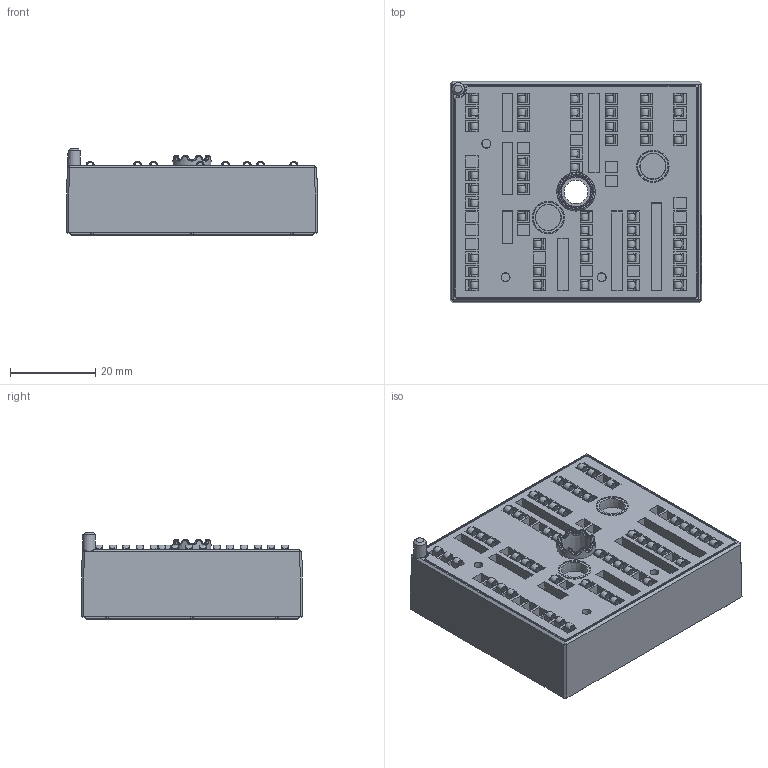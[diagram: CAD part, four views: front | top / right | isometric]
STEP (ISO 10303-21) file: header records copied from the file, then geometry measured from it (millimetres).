
FILE_DESCRIPTION(/* description */ ('Unknown'),/* implementation_level */ '2;1');
FILE_NAME(/* name */ 'MiniSkiiP2-K740(490)-OL',/* time_stamp */ '2024-06-17T16:20:25+02:00',/* author */ ('Unknown'),/* organization */ ('Unknown'),/* preprocessor_version */ 'ST-DEVELOPER v18.104',/* originating_system */ 'Solid Edge',/* authorisation */ 'Unknown');
FILE_SCHEMA (('AUTOMOTIVE_DESIGN {1 0 10303 214 3 1 1}'));
Products named in the file (1): MiniSkiiP2-K740-OL
Bounding box: 58.99 x 51.99 x 20.29 mm (x, y, z)
Volume: 46689.6 mm3; surface area: 14476.2 mm2
Topology: 1 solids, 4 shells, 1932 faces, 5407 edges, 3095 vertices
Faces by surface type: plane 1173, bspline 556, cylinder 123, torus 71, cone 9
Full cylindrical faces by diameter (mm): 3 x2, 5 x1, 5.5 x1, 6.2 x1, 7.5 x1, 8 x1
Entity records: 63753 total; most frequent: CARTESIAN_POINT 22027, ORIENTED_EDGE 9668, DIRECTION 6715, EDGE_CURVE 4834, LINE 3107, VECTOR 3107, VERTEX_POINT 3081, EDGE_LOOP 2105
